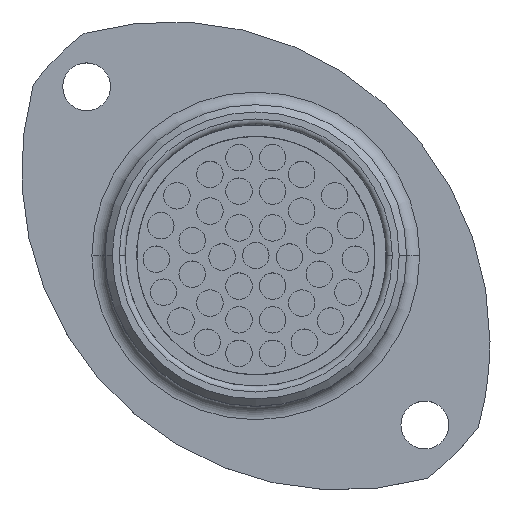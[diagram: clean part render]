
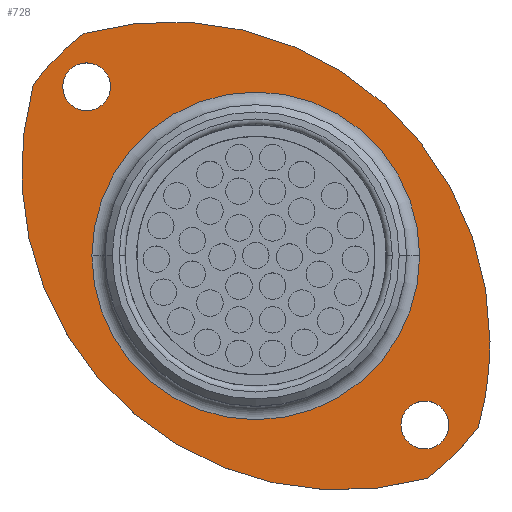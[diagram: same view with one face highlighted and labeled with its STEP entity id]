
A CAD part, top view. The second image highlights one B-rep face of the part: STEP entity #728.
In plain terms, the highlighted planar face has unit normal (0, 0, 1).
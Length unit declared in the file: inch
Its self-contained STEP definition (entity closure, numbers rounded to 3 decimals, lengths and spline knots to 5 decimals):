
#121 = CARTESIAN_POINT ( 'NONE',  ( -1.96053, 0.84923, 0.65053 ) ) ;
#131 = CARTESIAN_POINT ( 'NONE',  ( -2.16732, 0.85642, 0.65053 ) ) ;
#151 = CARTESIAN_POINT ( 'NONE',  ( -2.0317, 0.99204, 0.65053 ) ) ;
#403 = CARTESIAN_POINT ( 'NONE',  ( -1.18372, -0.05553, 0.65053 ) ) ;
#407 = CARTESIAN_POINT ( 'NONE',  ( -0.97694, -0.06273, 0.65053 ) ) ;
#449 = CARTESIAN_POINT ( 'NONE',  ( -0.9455, 0.16718, 0.65053 ) ) ;
#728 = ADVANCED_FACE ( 'NONE', ( #29255, #29239, #29258, #29260 ), #29254, .F. ) ;
#3468 = CIRCLE ( 'NONE', #3477, 0.06398 ) ;
#3470 = CIRCLE ( 'NONE', #3472, 0.06398 ) ;
#3472 = AXIS2_PLACEMENT_3D ( 'NONE', #13886, #13887, #13888 ) ;
#3474 = CIRCLE ( 'NONE', #3482, 0.8563 ) ;
#3477 = AXIS2_PLACEMENT_3D ( 'NONE', #13895, #13896, #13897 ) ;
#3482 = AXIS2_PLACEMENT_3D ( 'NONE', #13904, #13905, #13906 ) ;
#3496 = CIRCLE ( 'NONE', #3498, 0.43839 ) ;
#3498 = AXIS2_PLACEMENT_3D ( 'NONE', #13957, #13958, #13959 ) ;
#3596 = CIRCLE ( 'NONE', #3601, 0.8563 ) ;
#3601 = AXIS2_PLACEMENT_3D ( 'NONE', #14211, #14212, #14213 ) ;
#3638 = CIRCLE ( 'NONE', #3662, 0.75197 ) ;
#3650 = CIRCLE ( 'NONE', #3653, 0.8563 ) ;
#3653 = AXIS2_PLACEMENT_3D ( 'NONE', #14312, #14313, #14314 ) ;
#3655 = CIRCLE ( 'NONE', #3657, 0.06398 ) ;
#3656 = CIRCLE ( 'NONE', #3659, 0.43839 ) ;
#3657 = AXIS2_PLACEMENT_3D ( 'NONE', #14321, #14322, #14323 ) ;
#3659 = AXIS2_PLACEMENT_3D ( 'NONE', #14325, #14326, #14327 ) ;
#3662 = AXIS2_PLACEMENT_3D ( 'NONE', #14330, #14331, #14332 ) ;
#3782 = CIRCLE ( 'NONE', #3784, 0.06398 ) ;
#3784 = AXIS2_PLACEMENT_3D ( 'NONE', #14651, #14652, #14653 ) ;
#3802 = CIRCLE ( 'NONE', #3803, 0.75197 ) ;
#3803 = AXIS2_PLACEMENT_3D ( 'NONE', #14696, #14697, #14698 ) ;
#8861 = VERTEX_POINT ( 'NONE', #25066 ) ;
#8914 = VERTEX_POINT ( 'NONE', #25127 ) ;
#8986 = VERTEX_POINT ( 'NONE', #25199 ) ;
#9094 = VERTEX_POINT ( 'NONE', #25307 ) ;
#9188 = VERTEX_POINT ( 'NONE', #23689 ) ;
#12176 = VERTEX_POINT ( 'NONE', #121 ) ;
#12191 = VERTEX_POINT ( 'NONE', #131 ) ;
#12211 = VERTEX_POINT ( 'NONE', #151 ) ;
#12379 = VERTEX_POINT ( 'NONE', #403 ) ;
#12383 = VERTEX_POINT ( 'NONE', #407 ) ;
#12411 = VERTEX_POINT ( 'NONE', #449 ) ;
#13886 = CARTESIAN_POINT ( 'NONE',  ( -2.02451, 0.84923, 0.65053 ) ) ;
#13887 = DIRECTION ( 'NONE',  ( 0., 0., 1. ) ) ;
#13888 = DIRECTION ( 'NONE',  ( 1., 0., 0. ) ) ;
#13895 = CARTESIAN_POINT ( 'NONE',  ( -1.11974, -0.05553, 0.65053 ) ) ;
#13896 = DIRECTION ( 'NONE',  ( 0., 0., 1. ) ) ;
#13897 = DIRECTION ( 'NONE',  ( 1., 0., 0. ) ) ;
#13904 = CARTESIAN_POINT ( 'NONE',  ( -1.8018, 0.16718, 0.65053 ) ) ;
#13905 = DIRECTION ( 'NONE',  ( 0., 0., 1. ) ) ;
#13906 = DIRECTION ( 'NONE',  ( 1., 0., 0. ) ) ;
#13957 = CARTESIAN_POINT ( 'NONE',  ( -1.57213, 0.39685, 0.65053 ) ) ;
#13958 = DIRECTION ( 'NONE',  ( 0., 0., -1. ) ) ;
#13959 = DIRECTION ( 'NONE',  ( -1., 0., 0. ) ) ;
#14211 = CARTESIAN_POINT ( 'NONE',  ( -1.34246, 0.62652, 0.65053 ) ) ;
#14212 = DIRECTION ( 'NONE',  ( 0., 0., 1. ) ) ;
#14213 = DIRECTION ( 'NONE',  ( 1., 0., 0. ) ) ;
#14312 = CARTESIAN_POINT ( 'NONE',  ( -1.8018, 0.16718, 0.65053 ) ) ;
#14313 = DIRECTION ( 'NONE',  ( 0., 0., 1. ) ) ;
#14314 = DIRECTION ( 'NONE',  ( 1., 0., 0. ) ) ;
#14321 = CARTESIAN_POINT ( 'NONE',  ( -2.02451, 0.84923, 0.65053 ) ) ;
#14322 = DIRECTION ( 'NONE',  ( 0., 0., 1. ) ) ;
#14323 = DIRECTION ( 'NONE',  ( 1., 0., 0. ) ) ;
#14325 = CARTESIAN_POINT ( 'NONE',  ( -1.57213, 0.39685, 0.65053 ) ) ;
#14326 = DIRECTION ( 'NONE',  ( 0., 0., -1. ) ) ;
#14327 = DIRECTION ( 'NONE',  ( -1., 0., 0. ) ) ;
#14330 = CARTESIAN_POINT ( 'NONE',  ( -1.57213, 0.39685, 0.65053 ) ) ;
#14331 = DIRECTION ( 'NONE',  ( 0., 0., -1. ) ) ;
#14332 = DIRECTION ( 'NONE',  ( -1., 0., 0. ) ) ;
#14651 = CARTESIAN_POINT ( 'NONE',  ( -1.11974, -0.05553, 0.65053 ) ) ;
#14652 = DIRECTION ( 'NONE',  ( 0., 0., 1. ) ) ;
#14653 = DIRECTION ( 'NONE',  ( 1., 0., 0. ) ) ;
#14696 = CARTESIAN_POINT ( 'NONE',  ( -1.57213, 0.39685, 0.65053 ) ) ;
#14697 = DIRECTION ( 'NONE',  ( 0., 0., -1. ) ) ;
#14698 = DIRECTION ( 'NONE',  ( -1., 0., 0. ) ) ;
#23689 = CARTESIAN_POINT ( 'NONE',  ( -1.11255, -0.19834, 0.65053 ) ) ;
#25066 = CARTESIAN_POINT ( 'NONE',  ( -2.08848, 0.84923, 0.65053 ) ) ;
#25127 = CARTESIAN_POINT ( 'NONE',  ( -1.05577, -0.05553, 0.65053 ) ) ;
#25199 = CARTESIAN_POINT ( 'NONE',  ( -2.01051, 0.39685, 0.65053 ) ) ;
#25307 = CARTESIAN_POINT ( 'NONE',  ( -1.13374, 0.39685, 0.65053 ) ) ;
#26010 = EDGE_LOOP ( 'NONE', ( #32695, #32694 ) ) ;
#26017 = EDGE_LOOP ( 'NONE', ( #32689, #32688, #32687, #32686, #32685 ) ) ;
#26162 = EDGE_LOOP ( 'NONE', ( #32693, #32692 ) ) ;
#26198 = EDGE_LOOP ( 'NONE', ( #32691, #32690 ) ) ;
#29239 = FACE_BOUND ( 'NONE', #26162, .T. ) ;
#29254 = PLANE ( 'NONE',  #31266 ) ;
#29255 = FACE_BOUND ( 'NONE', #26010, .T. ) ;
#29258 = FACE_BOUND ( 'NONE', #26198, .T. ) ;
#29260 = FACE_OUTER_BOUND ( 'NONE', #26017, .T. ) ;
#29270 = CARTESIAN_POINT ( 'NONE',  ( -1.57213, 1.14881, 0.65053 ) ) ;
#29271 = DIRECTION ( 'NONE',  ( 0., 0., -1. ) ) ;
#29272 = DIRECTION ( 'NONE',  ( -1., 0., 0. ) ) ;
#29782 = EDGE_CURVE ( 'NONE', #8861, #12176, #3470, .T. ) ;
#29785 = EDGE_CURVE ( 'NONE', #12379, #8914, #3468, .T. ) ;
#29788 = EDGE_CURVE ( 'NONE', #12383, #12411, #3474, .T. ) ;
#29800 = EDGE_CURVE ( 'NONE', #9094, #8986, #3496, .T. ) ;
#29868 = EDGE_CURVE ( 'NONE', #12191, #9188, #3596, .T. ) ;
#29901 = EDGE_CURVE ( 'NONE', #12411, #12211, #3650, .T. ) ;
#29904 = EDGE_CURVE ( 'NONE', #12176, #8861, #3655, .T. ) ;
#29905 = EDGE_CURVE ( 'NONE', #8986, #9094, #3656, .T. ) ;
#29907 = EDGE_CURVE ( 'NONE', #12383, #9188, #3638, .T. ) ;
#29998 = EDGE_CURVE ( 'NONE', #8914, #12379, #3782, .T. ) ;
#30011 = EDGE_CURVE ( 'NONE', #12191, #12211, #3802, .T. ) ;
#31266 = AXIS2_PLACEMENT_3D ( 'NONE', #29270, #29271, #29272 ) ;
#32685 = ORIENTED_EDGE ( 'NONE', *, *, #29907, .F. ) ;
#32686 = ORIENTED_EDGE ( 'NONE', *, *, #29868, .T. ) ;
#32687 = ORIENTED_EDGE ( 'NONE', *, *, #30011, .F. ) ;
#32688 = ORIENTED_EDGE ( 'NONE', *, *, #29901, .T. ) ;
#32689 = ORIENTED_EDGE ( 'NONE', *, *, #29788, .T. ) ;
#32690 = ORIENTED_EDGE ( 'NONE', *, *, #29785, .F. ) ;
#32691 = ORIENTED_EDGE ( 'NONE', *, *, #29998, .F. ) ;
#32692 = ORIENTED_EDGE ( 'NONE', *, *, #29782, .F. ) ;
#32693 = ORIENTED_EDGE ( 'NONE', *, *, #29904, .F. ) ;
#32694 = ORIENTED_EDGE ( 'NONE', *, *, #29800, .T. ) ;
#32695 = ORIENTED_EDGE ( 'NONE', *, *, #29905, .T. ) ;
